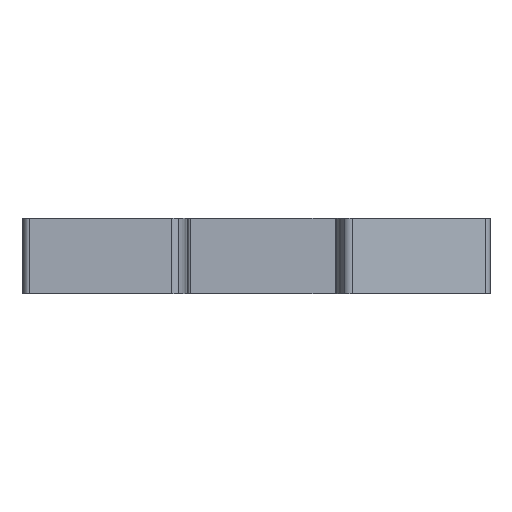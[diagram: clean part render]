
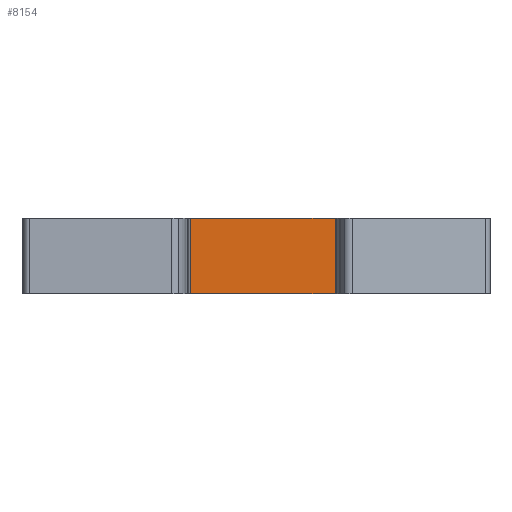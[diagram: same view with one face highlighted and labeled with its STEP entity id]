
A CAD part, front view. The second image highlights one B-rep face of the part: STEP entity #8154.
In plain terms, the highlighted planar face has unit normal (0, -1, 0).
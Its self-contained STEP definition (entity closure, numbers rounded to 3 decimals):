
#924=DIRECTION('',(-1.,0.,0.));
#925=VECTOR('',#924,30.895);
#926=CARTESIAN_POINT('',(20.7,-22.3,8.1));
#927=LINE('',#926,#925);
#3025=DIRECTION('',(0.,0.,-1.));
#3026=VECTOR('',#3025,16.2);
#3027=CARTESIAN_POINT('',(-10.195,-22.3,8.1));
#3028=LINE('',#3027,#3026);
#3029=DIRECTION('',(-1.,0.,0.));
#3030=VECTOR('',#3029,30.895);
#3031=CARTESIAN_POINT('',(20.7,-22.3,-8.1));
#3032=LINE('',#3031,#3030);
#3033=DIRECTION('',(0.,0.,-1.));
#3034=VECTOR('',#3033,16.2);
#3035=CARTESIAN_POINT('',(20.7,-22.3,8.1));
#3036=LINE('',#3035,#3034);
#3839=CARTESIAN_POINT('',(-10.195,-22.3,-8.1));
#3840=VERTEX_POINT('',#3839);
#3841=CARTESIAN_POINT('',(20.7,-22.3,-8.1));
#3842=VERTEX_POINT('',#3841);
#3940=CARTESIAN_POINT('',(20.7,-22.3,8.1));
#3941=VERTEX_POINT('',#3940);
#3942=CARTESIAN_POINT('',(-10.195,-22.3,8.1));
#3943=VERTEX_POINT('',#3942);
#8142=CARTESIAN_POINT('',(-10.195,-22.3,-8.1));
#8143=DIRECTION('',(0.,-1.,0.));
#8144=DIRECTION('',(1.,0.,0.));
#8145=AXIS2_PLACEMENT_3D('',#8142,#8143,#8144);
#8146=PLANE('',#8145);
#8147=ORIENTED_EDGE('',*,*,#4929,.T.);
#8148=ORIENTED_EDGE('',*,*,#8137,.F.);
#8149=ORIENTED_EDGE('',*,*,#5022,.F.);
#8151=ORIENTED_EDGE('',*,*,#8150,.T.);
#8152=EDGE_LOOP('',(#8147,#8148,#8149,#8151));
#8153=FACE_OUTER_BOUND('',#8152,.F.);
#4929=EDGE_CURVE('',#3842,#3840,#3032,.T.);
#5022=EDGE_CURVE('',#3941,#3943,#927,.T.);
#8137=EDGE_CURVE('',#3943,#3840,#3028,.T.);
#8150=EDGE_CURVE('',#3941,#3842,#3036,.T.);
#8154=ADVANCED_FACE('',(#8153),#8146,.T.);
